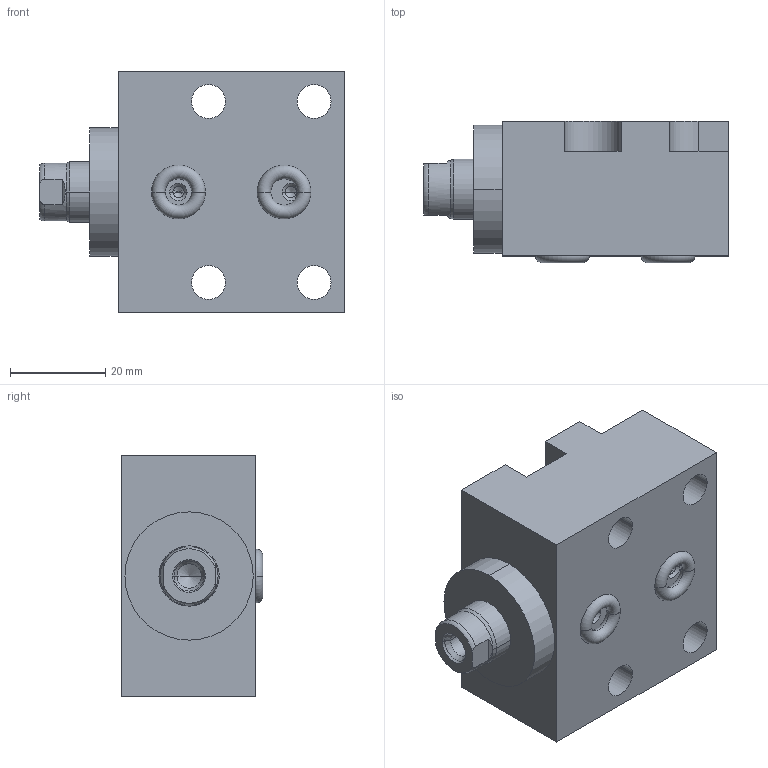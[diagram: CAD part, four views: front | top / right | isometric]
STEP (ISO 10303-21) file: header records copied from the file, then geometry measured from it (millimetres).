
FILE_DESCRIPTION((''),'2;1');
FILE_NAME('ILCM42112000','2016-04-15T',('maj'),(''),'PRO/ENGINEER BY PARAMETRIC TECHNOLOGY CORPORATION, 2013320','PRO/ENGINEER BY PARAMETRIC TECHNOLOGY CORPORATION, 2013320','');
FILE_SCHEMA(('AUTOMOTIVE_DESIGN { 1 0 10303 214 1 1 1 1 }'));
Length unit declared in the file: inch
Products named in the file (1): ILCM42112000
Bounding box: 64.14 x 29.77 x 50.8 mm (x, y, z)
Volume: 65735.2 mm3; surface area: 14425 mm2
Topology: 1 solids, 2 shells, 81 faces, 200 edges, 123 vertices
Faces by surface type: cylinder 30, plane 27, cone 14, torus 10
Entity records: 3338 total; most frequent: CARTESIAN_POINT 458, DIRECTION 436, ORIENTED_EDGE 384, PRESENTATION_STYLE_ASSIGNMENT 216, STYLED_ITEM 196, CURVE_STYLE 194, EDGE_CURVE 194, AXIS2_PLACEMENT_3D 168
